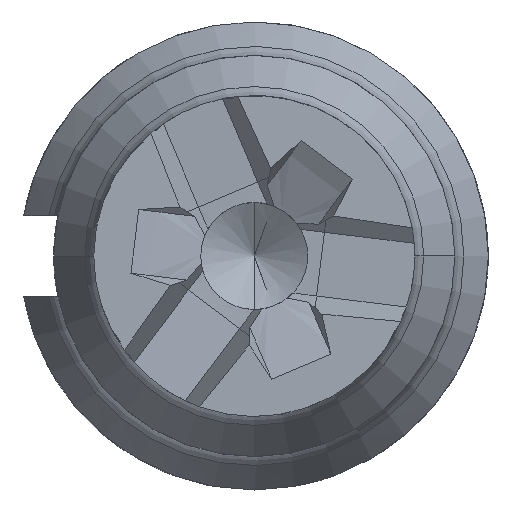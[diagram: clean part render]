
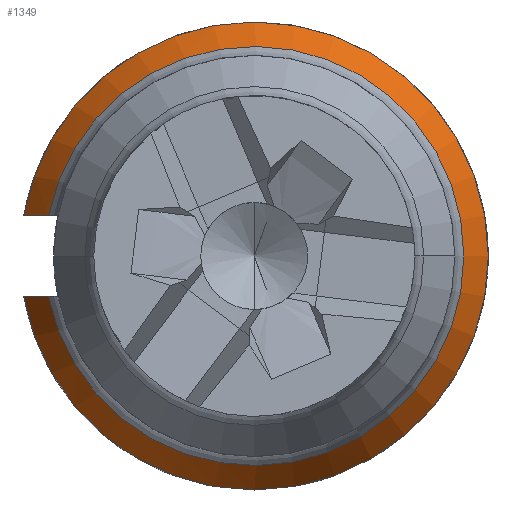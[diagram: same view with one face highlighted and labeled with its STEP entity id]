
A CAD part, left-side view. The second image highlights one B-rep face of the part: STEP entity #1349.
In plain terms, the highlighted conical face has half-angle 30 degrees and reference radius 3.134 mm.
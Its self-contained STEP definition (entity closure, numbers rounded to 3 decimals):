
#45 = CARTESIAN_POINT ( 'NONE',  ( -1.866, 3.448, 0.6 ) ) ;
#52 = AXIS2_PLACEMENT_3D ( 'NONE', #1742, #1754, #1608 ) ;
#144 = VERTEX_POINT ( 'NONE', #2058 ) ;
#220 = EDGE_CURVE ( 'NONE', #293, #1997, #1415, .T. ) ;
#240 = ORIENTED_EDGE ( 'NONE', *, *, #1783, .F. ) ;
#242 = CIRCLE ( 'NONE', #52, 3.5 ) ;
#293 = VERTEX_POINT ( 'NONE', #1968 ) ;
#310 = CIRCLE ( 'NONE', #876, 3.5 ) ;
#403 = CIRCLE ( 'NONE', #1942, 3.5 ) ;
#431 = DIRECTION ( 'NONE',  ( 0., 1., 0. ) ) ;
#451 = B_SPLINE_CURVE_WITH_KNOTS ( 'NONE', 3,
 ( #1221, #1739, #1734, #1869 ),
 .UNSPECIFIED., .F., .F.,
 ( 4, 4 ),
 ( 0.002, 0.002 ),
 .UNSPECIFIED. ) ;
#509 = CARTESIAN_POINT ( 'NONE',  ( -2.289, 3.2, 0.6 ) ) ;
#619 = DIRECTION ( 'NONE',  ( 1., 0., 0. ) ) ;
#634 = EDGE_CURVE ( 'NONE', #293, #1081, #403, .T. ) ;
#710 = EDGE_LOOP ( 'NONE', ( #990, #240, #1961, #2041, #783, #1564 ) ) ;
#747 = FACE_OUTER_BOUND ( 'NONE', #710, .T. ) ;
#762 = CARTESIAN_POINT ( 'NONE',  ( -1.866, 0., 0. ) ) ;
#783 = ORIENTED_EDGE ( 'NONE', *, *, #220, .T. ) ;
#858 = DIRECTION ( 'NONE',  ( 1., 0., 0. ) ) ;
#876 = AXIS2_PLACEMENT_3D ( 'NONE', #2068, #1107, #1412 ) ;
#881 = AXIS2_PLACEMENT_3D ( 'NONE', #2040, #619, #1095 ) ;
#960 = EDGE_CURVE ( 'NONE', #1997, #1120, #1333, .T. ) ;
#963 = CARTESIAN_POINT ( 'NONE',  ( -1.866, 3.448, -0.6 ) ) ;
#990 = ORIENTED_EDGE ( 'NONE', *, *, #1404, .F. ) ;
#1081 = VERTEX_POINT ( 'NONE', #1258 ) ;
#1095 = DIRECTION ( 'NONE',  ( 0., 1., 0. ) ) ;
#1107 = DIRECTION ( 'NONE',  ( 1., 0., 0. ) ) ;
#1109 = AXIS2_PLACEMENT_3D ( 'NONE', #1492, #858, #1975 ) ;
#1120 = VERTEX_POINT ( 'NONE', #1386 ) ;
#1147 = CARTESIAN_POINT ( 'NONE',  ( -2.5, 3.076, 0.6 ) ) ;
#1221 = CARTESIAN_POINT ( 'NONE',  ( -1.866, 3.448, -0.6 ) ) ;
#1258 = CARTESIAN_POINT ( 'NONE',  ( -1.866, 0., 3.5 ) ) ;
#1333 = CIRCLE ( 'NONE', #1109, 3.134 ) ;
#1349 = ADVANCED_FACE ( 'NONE', ( #747 ), #1894, .T. ) ;
#1369 = DIRECTION ( 'NONE',  ( 1., 0., 0. ) ) ;
#1386 = CARTESIAN_POINT ( 'NONE',  ( -2.5, 3.076, -0.6 ) ) ;
#1404 = EDGE_CURVE ( 'NONE', #1777, #1120, #451, .T. ) ;
#1412 = DIRECTION ( 'NONE',  ( 0., 1., 0. ) ) ;
#1415 = B_SPLINE_CURVE_WITH_KNOTS ( 'NONE', 3,
 ( #45, #1454, #509, #1147 ),
 .UNSPECIFIED., .F., .F.,
 ( 4, 4 ),
 ( 0.002, 0.002 ),
 .UNSPECIFIED. ) ;
#1454 = CARTESIAN_POINT ( 'NONE',  ( -2.077, 3.324, 0.6 ) ) ;
#1492 = CARTESIAN_POINT ( 'NONE',  ( -2.5, 0., 0. ) ) ;
#1564 = ORIENTED_EDGE ( 'NONE', *, *, #960, .T. ) ;
#1608 = DIRECTION ( 'NONE',  ( 0., 1., 0. ) ) ;
#1734 = CARTESIAN_POINT ( 'NONE',  ( -2.289, 3.2, -0.6 ) ) ;
#1739 = CARTESIAN_POINT ( 'NONE',  ( -2.077, 3.324, -0.6 ) ) ;
#1742 = CARTESIAN_POINT ( 'NONE',  ( -1.866, 0., 0. ) ) ;
#1754 = DIRECTION ( 'NONE',  ( 1., 0., 0. ) ) ;
#1777 = VERTEX_POINT ( 'NONE', #963 ) ;
#1783 = EDGE_CURVE ( 'NONE', #144, #1777, #242, .T. ) ;
#1838 = CARTESIAN_POINT ( 'NONE',  ( -2.5, 3.076, 0.6 ) ) ;
#1869 = CARTESIAN_POINT ( 'NONE',  ( -2.5, 3.076, -0.6 ) ) ;
#1894 = CONICAL_SURFACE ( 'NONE', #881, 3.134, 0.524 ) ;
#1942 = AXIS2_PLACEMENT_3D ( 'NONE', #762, #1369, #431 ) ;
#1961 = ORIENTED_EDGE ( 'NONE', *, *, #2007, .F. ) ;
#1968 = CARTESIAN_POINT ( 'NONE',  ( -1.866, 3.448, 0.6 ) ) ;
#1975 = DIRECTION ( 'NONE',  ( 0., 1., 0. ) ) ;
#1997 = VERTEX_POINT ( 'NONE', #1838 ) ;
#2007 = EDGE_CURVE ( 'NONE', #1081, #144, #310, .T. ) ;
#2040 = CARTESIAN_POINT ( 'NONE',  ( -2.5, 0., 0. ) ) ;
#2041 = ORIENTED_EDGE ( 'NONE', *, *, #634, .F. ) ;
#2058 = CARTESIAN_POINT ( 'NONE',  ( -1.866, 0., -3.5 ) ) ;
#2068 = CARTESIAN_POINT ( 'NONE',  ( -1.866, 0., 0. ) ) ;
